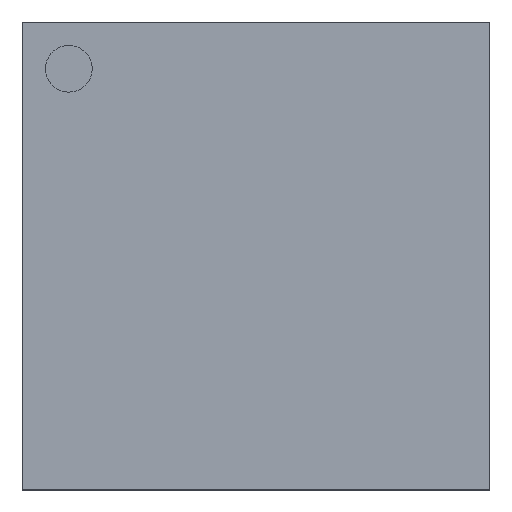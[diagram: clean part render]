
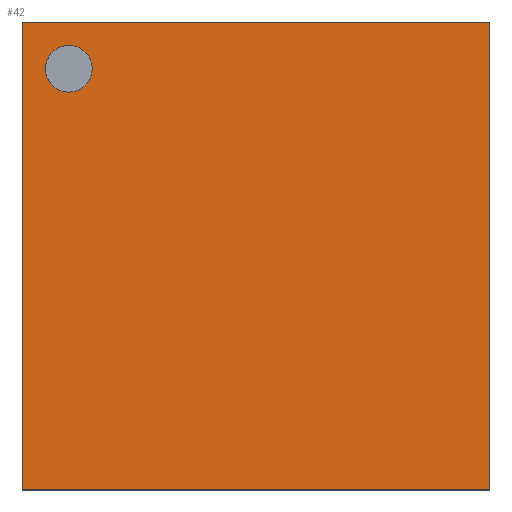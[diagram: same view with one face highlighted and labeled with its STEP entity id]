
A CAD part, top view. The second image highlights one B-rep face of the part: STEP entity #42.
In plain terms, the highlighted planar face has unit normal (0, 0, 1).
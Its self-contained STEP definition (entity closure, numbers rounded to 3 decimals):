
#42 = ADVANCED_FACE( '', ( #81, #82 ), #83, .T. );
#81 = FACE_OUTER_BOUND( '', #114, .T. );
#82 = FACE_BOUND( '', #115, .T. );
#83 = PLANE( '', #116 );
#114 = EDGE_LOOP( '', ( #160, #161, #162, #163 ) );
#115 = EDGE_LOOP( '', ( #164 ) );
#116 = AXIS2_PLACEMENT_3D( '', #165, #166, #167 );
#160 = ORIENTED_EDGE( '', *, *, #195, .T. );
#161 = ORIENTED_EDGE( '', *, *, #199, .T. );
#162 = ORIENTED_EDGE( '', *, *, #201, .T. );
#163 = ORIENTED_EDGE( '', *, *, #202, .T. );
#164 = ORIENTED_EDGE( '', *, *, #192, .T. );
#165 = CARTESIAN_POINT( '', ( 0., 0., 1. ) );
#166 = DIRECTION( '', ( 0., 0., 1. ) );
#167 = DIRECTION( '', ( 1., 0., 0. ) );
#192 = EDGE_CURVE( '', #219, #219, #220, .T. );
#195 = EDGE_CURVE( '', #224, #222, #225, .T. );
#199 = EDGE_CURVE( '', #222, #228, #230, .T. );
#201 = EDGE_CURVE( '', #228, #232, #233, .T. );
#202 = EDGE_CURVE( '', #232, #224, #234, .T. );
#219 = VERTEX_POINT( '', #255 );
#220 = CIRCLE( '', #256, 0.25 );
#222 = VERTEX_POINT( '', #258 );
#224 = VERTEX_POINT( '', #261 );
#225 = LINE( '', #262, #263 );
#228 = VERTEX_POINT( '', #267 );
#230 = LINE( '', #270, #271 );
#232 = VERTEX_POINT( '', #273 );
#233 = LINE( '', #274, #275 );
#234 = LINE( '', #276, #277 );
#255 = CARTESIAN_POINT( '', ( -1.75, 2., 1. ) );
#256 = AXIS2_PLACEMENT_3D( '', #289, #290, #291 );
#258 = CARTESIAN_POINT( '', ( 2.5, 2.5, 1. ) );
#261 = CARTESIAN_POINT( '', ( 2.5, -2.5, 1. ) );
#262 = CARTESIAN_POINT( '', ( 2.5, -2.5, 1. ) );
#263 = VECTOR( '', #293, 1000. );
#267 = CARTESIAN_POINT( '', ( -2.5, 2.5, 1. ) );
#270 = CARTESIAN_POINT( '', ( 2.5, 2.5, 1. ) );
#271 = VECTOR( '', #296, 1000. );
#273 = CARTESIAN_POINT( '', ( -2.5, -2.5, 1. ) );
#274 = CARTESIAN_POINT( '', ( -2.5, 2.5, 1. ) );
#275 = VECTOR( '', #297, 1000. );
#276 = CARTESIAN_POINT( '', ( -2.5, -2.5, 1. ) );
#277 = VECTOR( '', #298, 1000. );
#289 = CARTESIAN_POINT( '', ( -2., 2., 1. ) );
#290 = DIRECTION( '', ( 0., 0., -1. ) );
#291 = DIRECTION( '', ( 1., 0., 0. ) );
#293 = DIRECTION( '', ( 0., 1., 0. ) );
#296 = DIRECTION( '', ( -1., 0., 0. ) );
#297 = DIRECTION( '', ( 0., -1., 0. ) );
#298 = DIRECTION( '', ( 1., 0., 0. ) );
